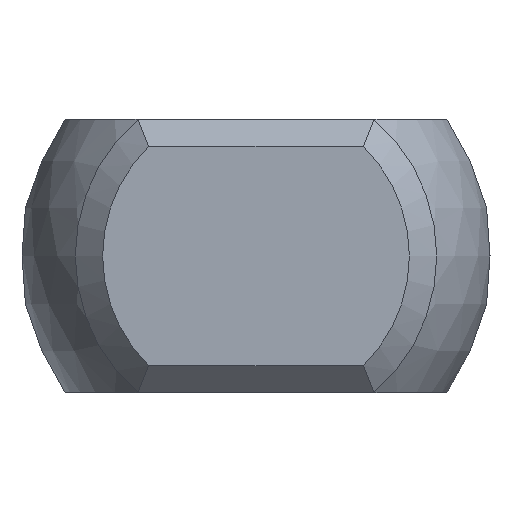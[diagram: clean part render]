
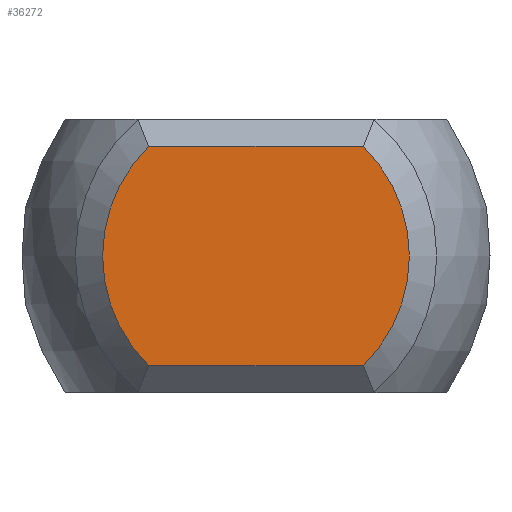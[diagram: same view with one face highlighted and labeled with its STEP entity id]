
A CAD part, left-side view. The second image highlights one B-rep face of the part: STEP entity #36272.
In plain terms, the highlighted planar face has unit normal (-1, 0, 0).
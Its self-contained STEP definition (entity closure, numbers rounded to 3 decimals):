
#34871 = PLANE('',#34872);
#34872 = AXIS2_PLACEMENT_3D('',#34873,#34874,#34875);
#34873 = CARTESIAN_POINT('',(-12.25,3.125,2.25));
#34874 = DIRECTION('',(-0.707,0.,0.707));
#34875 = DIRECTION('',(0.707,0.,0.707));
#35905 = EDGE_CURVE('',#35906,#35908,#35910,.T.);
#35906 = VERTEX_POINT('',#35907);
#35907 = CARTESIAN_POINT('',(-12.5,-1.96,-2.));
#35908 = VERTEX_POINT('',#35909);
#35909 = CARTESIAN_POINT('',(-12.5,1.96,-2.));
#35910 = SURFACE_CURVE('',#35911,(#35915,#35927),.PCURVE_S1.);
#35911 = LINE('',#35912,#35913);
#35912 = CARTESIAN_POINT('',(-12.5,-3.125,-2.));
#35913 = VECTOR('',#35914,1.);
#35914 = DIRECTION('',(0.,1.,0.));
#35915 = PCURVE('',#35916,#35921);
#35916 = PLANE('',#35917);
#35917 = AXIS2_PLACEMENT_3D('',#35918,#35919,#35920);
#35918 = CARTESIAN_POINT('',(-12.25,-3.125,-2.25));
#35919 = DIRECTION('',(-0.707,0.,
    -0.707));
#35920 = DIRECTION('',(-0.707,0.,0.707));
#35921 = DEFINITIONAL_REPRESENTATION('',(#35922),#35926);
#35922 = LINE('',#35923,#35924);
#35923 = CARTESIAN_POINT('',(0.354,0.));
#35924 = VECTOR('',#35925,1.);
#35925 = DIRECTION('',(0.,1.));
#35926 = ( GEOMETRIC_REPRESENTATION_CONTEXT(2) 
PARAMETRIC_REPRESENTATION_CONTEXT() REPRESENTATION_CONTEXT('2D SPACE',''
  ) );
#35927 = PCURVE('',#35928,#35933);
#35928 = PLANE('',#35929);
#35929 = AXIS2_PLACEMENT_3D('',#35930,#35931,#35932);
#35930 = CARTESIAN_POINT('',(-12.5,0.,0.));
#35931 = DIRECTION('',(1.,0.,0.));
#35932 = DIRECTION('',(0.,0.,-1.));
#35933 = DEFINITIONAL_REPRESENTATION('',(#35934),#35938);
#35934 = LINE('',#35935,#35936);
#35935 = CARTESIAN_POINT('',(2.,-3.125));
#35936 = VECTOR('',#35937,1.);
#35937 = DIRECTION('',(0.,1.));
#35938 = ( GEOMETRIC_REPRESENTATION_CONTEXT(2) 
PARAMETRIC_REPRESENTATION_CONTEXT() REPRESENTATION_CONTEXT('2D SPACE',''
  ) );
#35958 = CONICAL_SURFACE('',#35959,3.05,0.785);
#35959 = AXIS2_PLACEMENT_3D('',#35960,#35961,#35962);
#35960 = CARTESIAN_POINT('',(-12.25,0.,0.));
#35961 = DIRECTION('',(1.,0.,0.));
#35962 = DIRECTION('',(-0.,1.,0.));
#36008 = CONICAL_SURFACE('',#36009,3.05,0.785);
#36009 = AXIS2_PLACEMENT_3D('',#36010,#36011,#36012);
#36010 = CARTESIAN_POINT('',(-12.25,0.,0.));
#36011 = DIRECTION('',(1.,0.,0.));
#36012 = DIRECTION('',(0.,-1.,0.));
#36022 = EDGE_CURVE('',#36023,#36025,#36027,.T.);
#36023 = VERTEX_POINT('',#36024);
#36024 = CARTESIAN_POINT('',(-12.5,1.96,2.));
#36025 = VERTEX_POINT('',#36026);
#36026 = CARTESIAN_POINT('',(-12.5,-1.96,2.));
#36027 = SURFACE_CURVE('',#36028,(#36032,#36039),.PCURVE_S1.);
#36028 = LINE('',#36029,#36030);
#36029 = CARTESIAN_POINT('',(-12.5,3.125,2.));
#36030 = VECTOR('',#36031,1.);
#36031 = DIRECTION('',(0.,-1.,0.));
#36032 = PCURVE('',#34871,#36033);
#36033 = DEFINITIONAL_REPRESENTATION('',(#36034),#36038);
#36034 = LINE('',#36035,#36036);
#36035 = CARTESIAN_POINT('',(-0.354,0.));
#36036 = VECTOR('',#36037,1.);
#36037 = DIRECTION('',(0.,-1.));
#36038 = ( GEOMETRIC_REPRESENTATION_CONTEXT(2) 
PARAMETRIC_REPRESENTATION_CONTEXT() REPRESENTATION_CONTEXT('2D SPACE',''
  ) );
#36039 = PCURVE('',#35928,#36040);
#36040 = DEFINITIONAL_REPRESENTATION('',(#36041),#36045);
#36041 = LINE('',#36042,#36043);
#36042 = CARTESIAN_POINT('',(-2.,3.125));
#36043 = VECTOR('',#36044,1.);
#36044 = DIRECTION('',(0.,-1.));
#36045 = ( GEOMETRIC_REPRESENTATION_CONTEXT(2) 
PARAMETRIC_REPRESENTATION_CONTEXT() REPRESENTATION_CONTEXT('2D SPACE',''
  ) );
#36118 = EDGE_CURVE('',#36025,#35906,#36119,.T.);
#36119 = SURFACE_CURVE('',#36120,(#36125,#36132),.PCURVE_S1.);
#36120 = CIRCLE('',#36121,2.8);
#36121 = AXIS2_PLACEMENT_3D('',#36122,#36123,#36124);
#36122 = CARTESIAN_POINT('',(-12.5,0.,0.));
#36123 = DIRECTION('',(1.,0.,0.));
#36124 = DIRECTION('',(0.,-1.,0.));
#36125 = PCURVE('',#36008,#36126);
#36126 = DEFINITIONAL_REPRESENTATION('',(#36127),#36131);
#36127 = LINE('',#36128,#36129);
#36128 = CARTESIAN_POINT('',(-6.283,-0.25));
#36129 = VECTOR('',#36130,1.);
#36130 = DIRECTION('',(1.,0.));
#36131 = ( GEOMETRIC_REPRESENTATION_CONTEXT(2) 
PARAMETRIC_REPRESENTATION_CONTEXT() REPRESENTATION_CONTEXT('2D SPACE',''
  ) );
#36132 = PCURVE('',#35928,#36133);
#36133 = DEFINITIONAL_REPRESENTATION('',(#36134),#36138);
#36134 = CIRCLE('',#36135,2.8);
#36135 = AXIS2_PLACEMENT_2D('',#36136,#36137);
#36136 = CARTESIAN_POINT('',(0.,0.));
#36137 = DIRECTION('',(0.,-1.));
#36138 = ( GEOMETRIC_REPRESENTATION_CONTEXT(2) 
PARAMETRIC_REPRESENTATION_CONTEXT() REPRESENTATION_CONTEXT('2D SPACE',''
  ) );
#36144 = EDGE_CURVE('',#35908,#36023,#36145,.T.);
#36145 = SURFACE_CURVE('',#36146,(#36151,#36158),.PCURVE_S1.);
#36146 = CIRCLE('',#36147,2.8);
#36147 = AXIS2_PLACEMENT_3D('',#36148,#36149,#36150);
#36148 = CARTESIAN_POINT('',(-12.5,0.,0.));
#36149 = DIRECTION('',(1.,0.,0.));
#36150 = DIRECTION('',(-0.,1.,0.));
#36151 = PCURVE('',#35958,#36152);
#36152 = DEFINITIONAL_REPRESENTATION('',(#36153),#36157);
#36153 = LINE('',#36154,#36155);
#36154 = CARTESIAN_POINT('',(0.,-0.25));
#36155 = VECTOR('',#36156,1.);
#36156 = DIRECTION('',(1.,0.));
#36157 = ( GEOMETRIC_REPRESENTATION_CONTEXT(2) 
PARAMETRIC_REPRESENTATION_CONTEXT() REPRESENTATION_CONTEXT('2D SPACE',''
  ) );
#36158 = PCURVE('',#35928,#36159);
#36159 = DEFINITIONAL_REPRESENTATION('',(#36160),#36164);
#36160 = CIRCLE('',#36161,2.8);
#36161 = AXIS2_PLACEMENT_2D('',#36162,#36163);
#36162 = CARTESIAN_POINT('',(0.,0.));
#36163 = DIRECTION('',(0.,1.));
#36164 = ( GEOMETRIC_REPRESENTATION_CONTEXT(2) 
PARAMETRIC_REPRESENTATION_CONTEXT() REPRESENTATION_CONTEXT('2D SPACE',''
  ) );
#36272 = ADVANCED_FACE('',(#36273),#35928,.F.);
#36273 = FACE_BOUND('',#36274,.T.);
#36274 = EDGE_LOOP('',(#36275,#36276,#36277,#36278));
#36275 = ORIENTED_EDGE('',*,*,#36022,.F.);
#36276 = ORIENTED_EDGE('',*,*,#36144,.F.);
#36277 = ORIENTED_EDGE('',*,*,#35905,.F.);
#36278 = ORIENTED_EDGE('',*,*,#36118,.F.);
